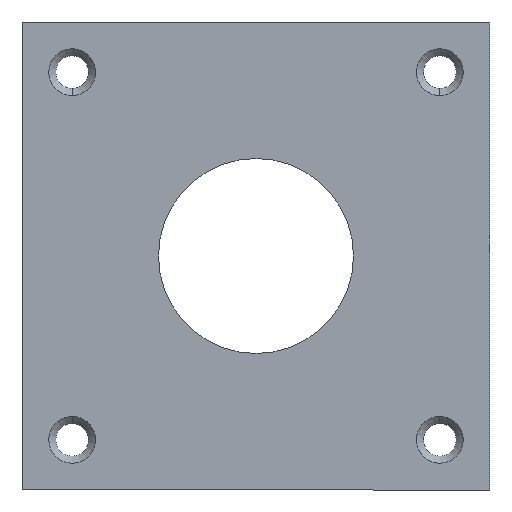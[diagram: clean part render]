
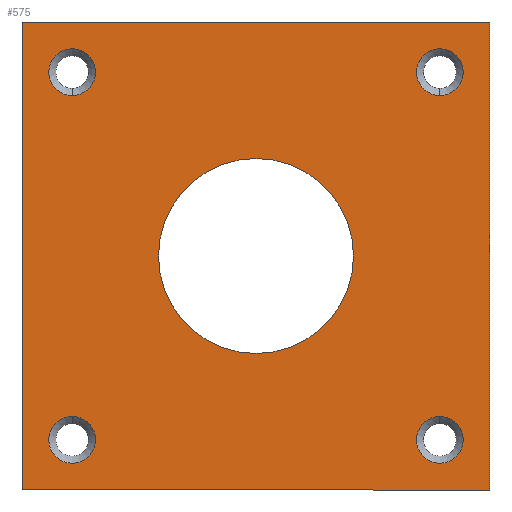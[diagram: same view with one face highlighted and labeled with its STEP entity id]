
A CAD part, front view. The second image highlights one B-rep face of the part: STEP entity #575.
In plain terms, the highlighted planar face has unit normal (0, -1, 0).
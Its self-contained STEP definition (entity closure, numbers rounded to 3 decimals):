
#12 = VERTEX_POINT ( 'NONE', #653 ) ;
#17 = CARTESIAN_POINT ( 'NONE',  ( -30., 0., 80.098 ) ) ;
#20 = AXIS2_PLACEMENT_3D ( 'NONE', #373, #670, #71 ) ;
#29 = DIRECTION ( 'NONE',  ( 0., 1., 0. ) ) ;
#31 = DIRECTION ( 'NONE',  ( 0., 0., 1. ) ) ;
#34 = VECTOR ( 'NONE', #857, 1000. ) ;
#37 = DIRECTION ( 'NONE',  ( 0., 1., 0. ) ) ;
#39 = DIRECTION ( 'NONE',  ( 0., 0., 1. ) ) ;
#42 = DIRECTION ( 'NONE',  ( 0., 1., 0. ) ) ;
#54 = LINE ( 'NONE', #352, #34 ) ;
#71 = DIRECTION ( 'NONE',  ( 0., 0., 1. ) ) ;
#74 = ORIENTED_EDGE ( 'NONE', *, *, #608, .T. ) ;
#82 = VERTEX_POINT ( 'NONE', #896 ) ;
#111 = CARTESIAN_POINT ( 'NONE',  ( -23.57, 0., 86.528 ) ) ;
#112 = DIRECTION ( 'NONE',  ( 0., 0., 1. ) ) ;
#113 = LINE ( 'NONE', #17, #363 ) ;
#121 = DIRECTION ( 'NONE',  ( 0., 0., 1. ) ) ;
#130 = DIRECTION ( 'NONE',  ( 0., 0., 1. ) ) ;
#131 = AXIS2_PLACEMENT_3D ( 'NONE', #481, #37, #31 ) ;
#148 = EDGE_LOOP ( 'NONE', ( #582, #892 ) ) ;
#155 = VERTEX_POINT ( 'NONE', #391 ) ;
#162 = AXIS2_PLACEMENT_3D ( 'NONE', #111, #29, #846 ) ;
#168 = EDGE_CURVE ( 'NONE', #12, #635, #286, .T. ) ;
#179 = EDGE_CURVE ( 'NONE', #279, #760, #551, .T. ) ;
#195 = CIRCLE ( 'NONE', #735, 12.5 ) ;
#200 = ORIENTED_EDGE ( 'NONE', *, *, #704, .T. ) ;
#205 = VERTEX_POINT ( 'NONE', #550 ) ;
#209 = EDGE_CURVE ( 'NONE', #225, #205, #707, .T. ) ;
#214 = DIRECTION ( 'NONE',  ( 0., 1., 0. ) ) ;
#225 = VERTEX_POINT ( 'NONE', #697 ) ;
#232 = FACE_BOUND ( 'NONE', #492, .T. ) ;
#245 = CIRCLE ( 'NONE', #333, 12.5 ) ;
#250 = DIRECTION ( 'NONE',  ( 0., 1., 0. ) ) ;
#251 = VERTEX_POINT ( 'NONE', #543 ) ;
#265 = CARTESIAN_POINT ( 'NONE',  ( -23.57, 0., 136.668 ) ) ;
#270 = CARTESIAN_POINT ( 'NONE',  ( 23.57, 0., 89.528 ) ) ;
#272 = CARTESIAN_POINT ( 'NONE',  ( -23.57, 0., 130.668 ) ) ;
#279 = VERTEX_POINT ( 'NONE', #411 ) ;
#286 = CIRCLE ( 'NONE', #457, 3. ) ;
#294 = FACE_OUTER_BOUND ( 'NONE', #855, .T. ) ;
#295 = ORIENTED_EDGE ( 'NONE', *, *, #372, .T. ) ;
#316 = CARTESIAN_POINT ( 'NONE',  ( -30., 0., 80.098 ) ) ;
#324 = EDGE_CURVE ( 'NONE', #82, #649, #537, .T. ) ;
#333 = AXIS2_PLACEMENT_3D ( 'NONE', #783, #42, #121 ) ;
#339 = EDGE_CURVE ( 'NONE', #760, #279, #627, .T. ) ;
#341 = DIRECTION ( 'NONE',  ( 0., 1., 0. ) ) ;
#352 = CARTESIAN_POINT ( 'NONE',  ( 30., 0., 140.098 ) ) ;
#357 = EDGE_LOOP ( 'NONE', ( #358, #200 ) ) ;
#358 = ORIENTED_EDGE ( 'NONE', *, *, #168, .T. ) ;
#359 = VECTOR ( 'NONE', #112, 1000. ) ;
#362 = FACE_BOUND ( 'NONE', #357, .T. ) ;
#363 = VECTOR ( 'NONE', #549, 1000. ) ;
#372 = EDGE_CURVE ( 'NONE', #569, #251, #245, .T. ) ;
#373 = CARTESIAN_POINT ( 'NONE',  ( 0., 0., 0. ) ) ;
#380 = ORIENTED_EDGE ( 'NONE', *, *, #448, .F. ) ;
#391 = CARTESIAN_POINT ( 'NONE',  ( 30., 0., 140.098 ) ) ;
#393 = CARTESIAN_POINT ( 'NONE',  ( 23.57, 0., 133.668 ) ) ;
#399 = EDGE_LOOP ( 'NONE', ( #295, #692 ) ) ;
#411 = CARTESIAN_POINT ( 'NONE',  ( 23.57, 0., 83.528 ) ) ;
#418 = CARTESIAN_POINT ( 'NONE',  ( 23.57, 0., 86.528 ) ) ;
#431 = DIRECTION ( 'NONE',  ( 0., 0., 1. ) ) ;
#438 = CIRCLE ( 'NONE', #700, 3. ) ;
#442 = FACE_BOUND ( 'NONE', #739, .T. ) ;
#444 = VERTEX_POINT ( 'NONE', #272 ) ;
#448 = EDGE_CURVE ( 'NONE', #155, #848, #54, .T. ) ;
#457 = AXIS2_PLACEMENT_3D ( 'NONE', #666, #531, #687 ) ;
#470 = CIRCLE ( 'NONE', #949, 3. ) ;
#474 = AXIS2_PLACEMENT_3D ( 'NONE', #418, #214, #431 ) ;
#481 = CARTESIAN_POINT ( 'NONE',  ( 23.57, 0., 86.528 ) ) ;
#492 = EDGE_LOOP ( 'NONE', ( #566, #725 ) ) ;
#503 = ORIENTED_EDGE ( 'NONE', *, *, #630, .F. ) ;
#531 = DIRECTION ( 'NONE',  ( 0., 1., 0. ) ) ;
#537 = CIRCLE ( 'NONE', #750, 3. ) ;
#543 = CARTESIAN_POINT ( 'NONE',  ( 0., 0., 122.598 ) ) ;
#544 = DIRECTION ( 'NONE',  ( 0., 1., 0. ) ) ;
#549 = DIRECTION ( 'NONE',  ( -1., 0., 0. ) ) ;
#550 = CARTESIAN_POINT ( 'NONE',  ( -30., 0., 140.098 ) ) ;
#551 = CIRCLE ( 'NONE', #131, 3. ) ;
#552 = EDGE_CURVE ( 'NONE', #444, #748, #438, .T. ) ;
#559 = CIRCLE ( 'NONE', #162, 3. ) ;
#563 = CARTESIAN_POINT ( 'NONE',  ( 0., 0., 110.098 ) ) ;
#566 = ORIENTED_EDGE ( 'NONE', *, *, #324, .T. ) ;
#569 = VERTEX_POINT ( 'NONE', #601 ) ;
#574 = AXIS2_PLACEMENT_3D ( 'NONE', #755, #250, #835 ) ;
#575 = ADVANCED_FACE ( 'NONE', ( #232, #894, #362, #442, #294, #584 ), #736, .F. ) ;
#582 = ORIENTED_EDGE ( 'NONE', *, *, #179, .T. ) ;
#584 = FACE_BOUND ( 'NONE', #399, .T. ) ;
#601 = CARTESIAN_POINT ( 'NONE',  ( 0., 0., 97.598 ) ) ;
#606 = ORIENTED_EDGE ( 'NONE', *, *, #875, .F. ) ;
#608 = EDGE_CURVE ( 'NONE', #748, #444, #780, .T. ) ;
#623 = DIRECTION ( 'NONE',  ( 0., 0., 1. ) ) ;
#627 = CIRCLE ( 'NONE', #474, 3. ) ;
#630 = EDGE_CURVE ( 'NONE', #848, #225, #113, .T. ) ;
#632 = LINE ( 'NONE', #923, #673 ) ;
#635 = VERTEX_POINT ( 'NONE', #695 ) ;
#649 = VERTEX_POINT ( 'NONE', #839 ) ;
#653 = CARTESIAN_POINT ( 'NONE',  ( 23.57, 0., 130.668 ) ) ;
#666 = CARTESIAN_POINT ( 'NONE',  ( 23.57, 0., 133.668 ) ) ;
#670 = DIRECTION ( 'NONE',  ( 0., 1., 0. ) ) ;
#673 = VECTOR ( 'NONE', #861, 1000. ) ;
#681 = CARTESIAN_POINT ( 'NONE',  ( -23.57, 0., 133.668 ) ) ;
#683 = EDGE_CURVE ( 'NONE', #649, #82, #559, .T. ) ;
#687 = DIRECTION ( 'NONE',  ( 0., 0., 1. ) ) ;
#692 = ORIENTED_EDGE ( 'NONE', *, *, #806, .T. ) ;
#695 = CARTESIAN_POINT ( 'NONE',  ( 23.57, 0., 136.668 ) ) ;
#697 = CARTESIAN_POINT ( 'NONE',  ( -30., 0., 80.098 ) ) ;
#700 = AXIS2_PLACEMENT_3D ( 'NONE', #681, #741, #828 ) ;
#704 = EDGE_CURVE ( 'NONE', #635, #12, #470, .T. ) ;
#706 = CARTESIAN_POINT ( 'NONE',  ( 30., 0., 80.098 ) ) ;
#707 = LINE ( 'NONE', #316, #359 ) ;
#711 = DIRECTION ( 'NONE',  ( 0., 1., 0. ) ) ;
#720 = ORIENTED_EDGE ( 'NONE', *, *, #552, .T. ) ;
#725 = ORIENTED_EDGE ( 'NONE', *, *, #683, .T. ) ;
#731 = ORIENTED_EDGE ( 'NONE', *, *, #209, .F. ) ;
#735 = AXIS2_PLACEMENT_3D ( 'NONE', #563, #341, #130 ) ;
#736 = PLANE ( 'NONE',  #20 ) ;
#739 = EDGE_LOOP ( 'NONE', ( #720, #74 ) ) ;
#741 = DIRECTION ( 'NONE',  ( 0., 1., 0. ) ) ;
#748 = VERTEX_POINT ( 'NONE', #265 ) ;
#750 = AXIS2_PLACEMENT_3D ( 'NONE', #787, #711, #39 ) ;
#755 = CARTESIAN_POINT ( 'NONE',  ( -23.57, 0., 133.668 ) ) ;
#760 = VERTEX_POINT ( 'NONE', #270 ) ;
#780 = CIRCLE ( 'NONE', #574, 3. ) ;
#783 = CARTESIAN_POINT ( 'NONE',  ( 0., 0., 110.098 ) ) ;
#787 = CARTESIAN_POINT ( 'NONE',  ( -23.57, 0., 86.528 ) ) ;
#806 = EDGE_CURVE ( 'NONE', #251, #569, #195, .T. ) ;
#828 = DIRECTION ( 'NONE',  ( 0., 0., 1. ) ) ;
#835 = DIRECTION ( 'NONE',  ( 0., 0., 1. ) ) ;
#839 = CARTESIAN_POINT ( 'NONE',  ( -23.57, 0., 89.528 ) ) ;
#846 = DIRECTION ( 'NONE',  ( 0., 0., 1. ) ) ;
#848 = VERTEX_POINT ( 'NONE', #706 ) ;
#855 = EDGE_LOOP ( 'NONE', ( #731, #503, #380, #606 ) ) ;
#857 = DIRECTION ( 'NONE',  ( 0., 0., -1. ) ) ;
#861 = DIRECTION ( 'NONE',  ( 1., 0., 0. ) ) ;
#875 = EDGE_CURVE ( 'NONE', #205, #155, #632, .T. ) ;
#892 = ORIENTED_EDGE ( 'NONE', *, *, #339, .T. ) ;
#894 = FACE_BOUND ( 'NONE', #148, .T. ) ;
#896 = CARTESIAN_POINT ( 'NONE',  ( -23.57, 0., 83.528 ) ) ;
#923 = CARTESIAN_POINT ( 'NONE',  ( -30., 0., 140.098 ) ) ;
#949 = AXIS2_PLACEMENT_3D ( 'NONE', #393, #544, #623 ) ;
